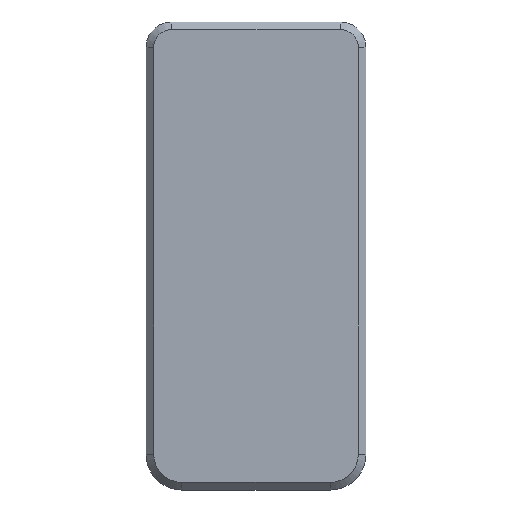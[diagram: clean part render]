
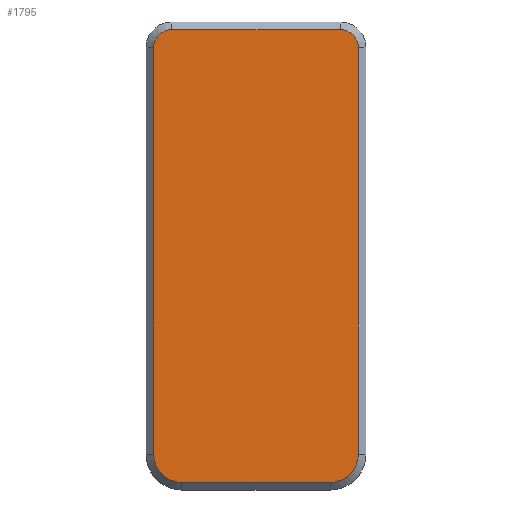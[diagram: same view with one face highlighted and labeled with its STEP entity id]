
A CAD part, front view. The second image highlights one B-rep face of the part: STEP entity #1795.
In plain terms, the highlighted planar face has unit normal (0, -1, 0).
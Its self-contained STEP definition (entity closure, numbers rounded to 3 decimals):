
#62 = DIRECTION ( 'NONE',  ( 0., 0., 1. ) ) ;
#96 = LINE ( 'NONE', #3942, #5048 ) ;
#213 = CARTESIAN_POINT ( 'NONE',  ( -5.8, 0., -14.5 ) ) ;
#251 = FACE_OUTER_BOUND ( 'NONE', #592, .T. ) ;
#271 = DIRECTION ( 'NONE',  ( 0., -1., 0. ) ) ;
#592 = EDGE_LOOP ( 'NONE', ( #5110, #2328, #1998, #1932, #1876, #1489, #3195, #5458 ) ) ;
#598 = AXIS2_PLACEMENT_3D ( 'NONE', #5233, #4404, #4349 ) ;
#816 = VERTEX_POINT ( 'NONE', #2018 ) ;
#1087 = CARTESIAN_POINT ( 'NONE',  ( 5.8, 0., -14.5 ) ) ;
#1299 = CARTESIAN_POINT ( 'NONE',  ( 5.8, 0., -16.7 ) ) ;
#1429 = EDGE_CURVE ( 'NONE', #2303, #4852, #2796, .T. ) ;
#1489 = ORIENTED_EDGE ( 'NONE', *, *, #4879, .T. ) ;
#1493 = CARTESIAN_POINT ( 'NONE',  ( 5.8, 0., -16.7 ) ) ;
#1516 = PLANE ( 'NONE',  #3011 ) ;
#1645 = DIRECTION ( 'NONE',  ( -1., 0., 0. ) ) ;
#1676 = EDGE_CURVE ( 'NONE', #3474, #3891, #3904, .T. ) ;
#1678 = CARTESIAN_POINT ( 'NONE',  ( -6.6, 0., 18.7 ) ) ;
#1756 = LINE ( 'NONE', #2946, #3055 ) ;
#1795 = ADVANCED_FACE ( 'NONE', ( #251 ), #1516, .F. ) ;
#1876 = ORIENTED_EDGE ( 'NONE', *, *, #3526, .T. ) ;
#1878 = DIRECTION ( 'NONE',  ( 0., 0., 1. ) ) ;
#1932 = ORIENTED_EDGE ( 'NONE', *, *, #3457, .T. ) ;
#1998 = ORIENTED_EDGE ( 'NONE', *, *, #1429, .T. ) ;
#2018 = CARTESIAN_POINT ( 'NONE',  ( 8., 0., -14.5 ) ) ;
#2134 = CARTESIAN_POINT ( 'NONE',  ( -6.6, 0., 17.3 ) ) ;
#2169 = LINE ( 'NONE', #2609, #5208 ) ;
#2260 = CIRCLE ( 'NONE', #2881, 2.2 ) ;
#2266 = VERTEX_POINT ( 'NONE', #5386 ) ;
#2303 = VERTEX_POINT ( 'NONE', #4531 ) ;
#2328 = ORIENTED_EDGE ( 'NONE', *, *, #4225, .T. ) ;
#2401 = DIRECTION ( 'NONE',  ( 0., -1., 0. ) ) ;
#2609 = CARTESIAN_POINT ( 'NONE',  ( 8., 0., 0. ) ) ;
#2633 = DIRECTION ( 'NONE',  ( 0., 0., -1. ) ) ;
#2781 = DIRECTION ( 'NONE',  ( 0., 0., 1. ) ) ;
#2796 = LINE ( 'NONE', #1493, #3192 ) ;
#2835 = VERTEX_POINT ( 'NONE', #4289 ) ;
#2881 = AXIS2_PLACEMENT_3D ( 'NONE', #1087, #2401, #2781 ) ;
#2928 = CARTESIAN_POINT ( 'NONE',  ( -8., 0., 17.3 ) ) ;
#2946 = CARTESIAN_POINT ( 'NONE',  ( -6.6, 0., 18.7 ) ) ;
#3011 = AXIS2_PLACEMENT_3D ( 'NONE', #4051, #3993, #1878 ) ;
#3055 = VECTOR ( 'NONE', #1645, 1000. ) ;
#3189 = DIRECTION ( 'NONE',  ( 1., 0., 0. ) ) ;
#3192 = VECTOR ( 'NONE', #3189, 1000. ) ;
#3195 = ORIENTED_EDGE ( 'NONE', *, *, #3491, .T. ) ;
#3249 = CIRCLE ( 'NONE', #4329, 2.2 ) ;
#3457 = EDGE_CURVE ( 'NONE', #4852, #816, #2260, .T. ) ;
#3474 = VERTEX_POINT ( 'NONE', #1678 ) ;
#3491 = EDGE_CURVE ( 'NONE', #2266, #3474, #1756, .T. ) ;
#3526 = EDGE_CURVE ( 'NONE', #816, #3587, #2169, .T. ) ;
#3587 = VERTEX_POINT ( 'NONE', #5108 ) ;
#3706 = DIRECTION ( 'NONE',  ( 0., 0., 1. ) ) ;
#3820 = AXIS2_PLACEMENT_3D ( 'NONE', #2134, #4230, #62 ) ;
#3891 = VERTEX_POINT ( 'NONE', #2928 ) ;
#3904 = CIRCLE ( 'NONE', #3820, 1.4 ) ;
#3942 = CARTESIAN_POINT ( 'NONE',  ( -8., 0., 0. ) ) ;
#3993 = DIRECTION ( 'NONE',  ( 0., 1., 0. ) ) ;
#4051 = CARTESIAN_POINT ( 'NONE',  ( 0., 0., 0. ) ) ;
#4225 = EDGE_CURVE ( 'NONE', #2835, #2303, #3249, .T. ) ;
#4230 = DIRECTION ( 'NONE',  ( 0., -1., 0. ) ) ;
#4289 = CARTESIAN_POINT ( 'NONE',  ( -8., 0., -14.5 ) ) ;
#4329 = AXIS2_PLACEMENT_3D ( 'NONE', #213, #271, #3706 ) ;
#4349 = DIRECTION ( 'NONE',  ( 0., 0., 1. ) ) ;
#4404 = DIRECTION ( 'NONE',  ( 0., -1., 0. ) ) ;
#4531 = CARTESIAN_POINT ( 'NONE',  ( -5.8, 0., -16.7 ) ) ;
#4852 = VERTEX_POINT ( 'NONE', #1299 ) ;
#4874 = EDGE_CURVE ( 'NONE', #3891, #2835, #96, .T. ) ;
#4879 = EDGE_CURVE ( 'NONE', #3587, #2266, #4961, .T. ) ;
#4961 = CIRCLE ( 'NONE', #598, 1.4 ) ;
#5048 = VECTOR ( 'NONE', #2633, 1000. ) ;
#5059 = DIRECTION ( 'NONE',  ( 0., 0., 1. ) ) ;
#5108 = CARTESIAN_POINT ( 'NONE',  ( 8., 0., 17.3 ) ) ;
#5110 = ORIENTED_EDGE ( 'NONE', *, *, #4874, .T. ) ;
#5208 = VECTOR ( 'NONE', #5059, 1000. ) ;
#5233 = CARTESIAN_POINT ( 'NONE',  ( 6.6, 0., 17.3 ) ) ;
#5386 = CARTESIAN_POINT ( 'NONE',  ( 6.6, 0., 18.7 ) ) ;
#5458 = ORIENTED_EDGE ( 'NONE', *, *, #1676, .T. ) ;
